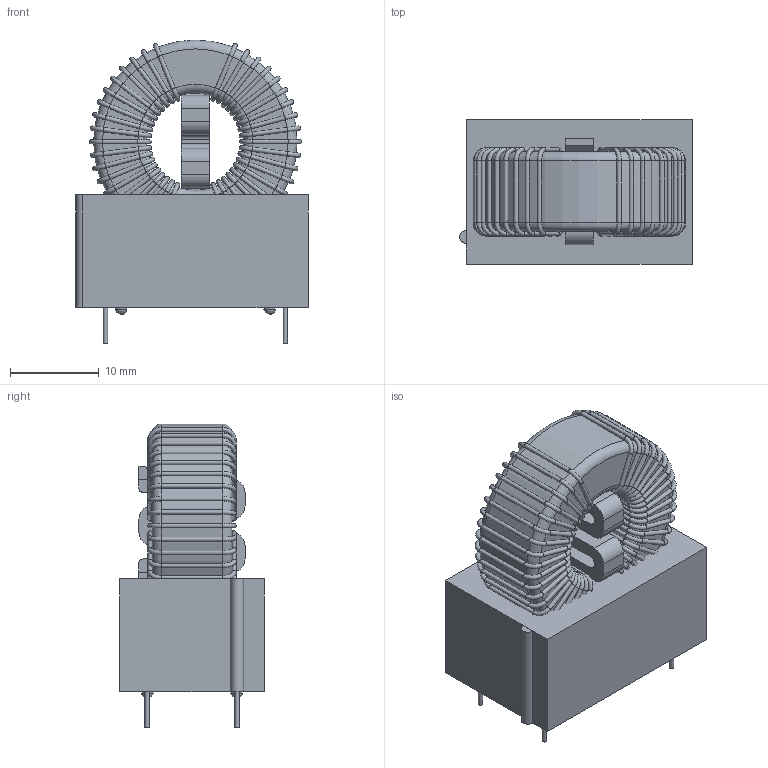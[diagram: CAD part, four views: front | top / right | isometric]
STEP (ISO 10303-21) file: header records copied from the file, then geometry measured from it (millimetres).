
FILE_DESCRIPTION(/* description */ (''),/* implementation_level */ '2;1');
FILE_NAME(/* name */ 'IND_NURATA_52000.stp',/* time_stamp */ '2015-03-19T10:52:49+01:00',/* author */ ('admchouv'),/* organization */ (''),/* preprocessor_version */ 'ST-DEVELOPER v15.5',/* originating_system */ 'AutoCAD Mechanical',/* authorisation */ '');
FILE_SCHEMA (('AUTOMOTIVE_DESIGN { 1 0 10303 214 3 1 1 }'));
Length unit declared in the file: millimetre
Products named in the file (1): Product
Bounding box: 26.25 x 16.3 x 34.35 mm (x, y, z)
Volume: 8641.1 mm3; surface area: 5824.4 mm2
Topology: 52 solids, 52 shells, 394 faces, 795 edges, 430 vertices
Faces by surface type: cylinder 177, torus 156, plane 57, bspline 4
Full cylindrical faces by diameter (mm): 0.5 x156, 1.3 x4, 11 x1, 23 x1
Entity records: 8666 total; most frequent: DIRECTION 1625, CARTESIAN_POINT 1414, ORIENTED_EDGE 952, AXIS2_PLACEMENT_3D 761, EDGE_LOOP 714, EDGE_CURVE 476, VERTEX_POINT 428, FACE_OUTER_BOUND 394
